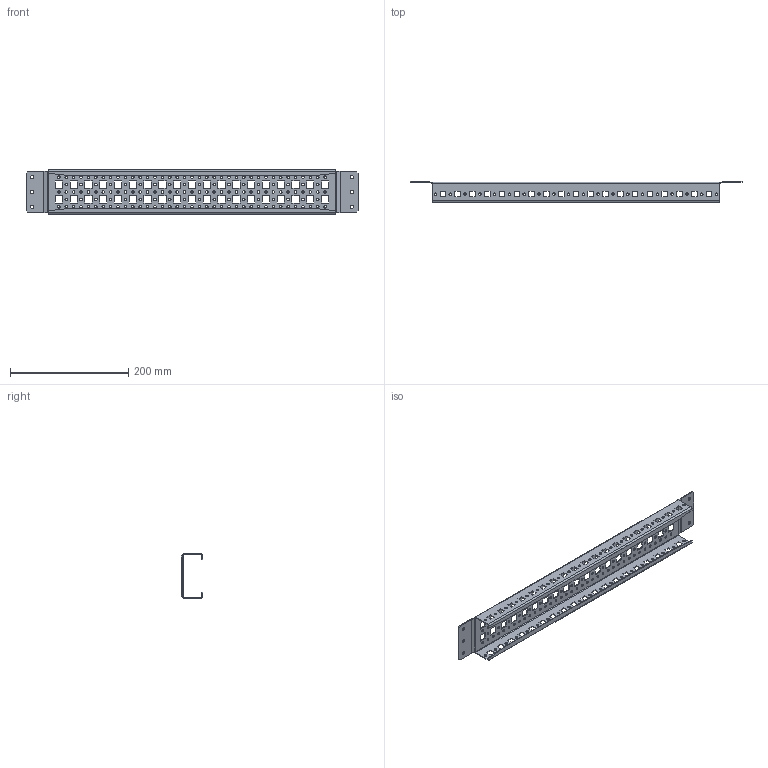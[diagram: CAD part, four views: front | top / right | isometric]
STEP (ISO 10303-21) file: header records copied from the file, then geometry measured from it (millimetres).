
FILE_DESCRIPTION (( 'STEP AP203' ), '1' );
FILE_NAME ('Ðåéêà ìîíòàæíàÿ øèðîêàÿ ïåðôîðèðîâàííàÿ ñ íàêëàäíûì êðåïëåíèåì Ä600 (2 øò) EKF AleSta.STEP', '2025-09-15T10:23:13', ( '' ), ( '' ), 'SwSTEP 2.0', 'SolidWorks 2021', '' );
FILE_SCHEMA (( 'CONFIG_CONTROL_DESIGN' ));
Length unit declared in the file: millimetre
Products named in the file (1): Ðåéêà ìîíòàæíàÿ øèðîêàÿ ïåðôîðèðîâàííàÿ ñ íàêëàäíûì êðåïëåíèåì Ä600 (2 øò) EKF AleSta
Bounding box: 561 x 35.5 x 75 mm (x, y, z)
Volume: 101672.2 mm3; surface area: 146502.6 mm2
Topology: 1 solids, 1 shells, 772 faces, 2246 edges, 1476 vertices
Faces by surface type: cylinder 402, plane 370
Entity records: 26815 total; most frequent: DIRECTION 4596, CARTESIAN_POINT 4495, ORIENTED_EDGE 4492, EDGE_CURVE 2246, AXIS2_PLACEMENT_3D 1577, VERTEX_POINT 1476, VECTOR 1442, LINE 1442
